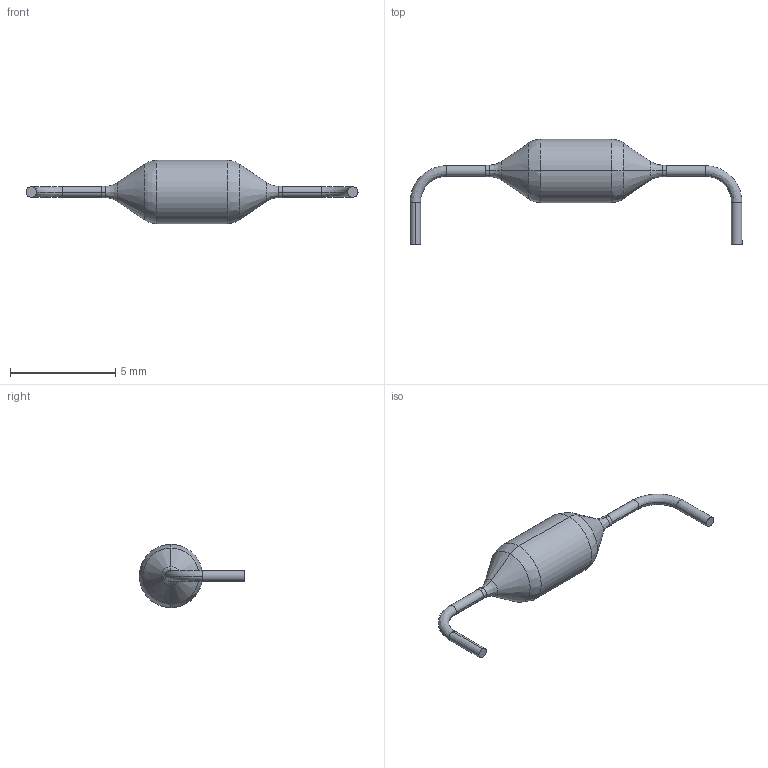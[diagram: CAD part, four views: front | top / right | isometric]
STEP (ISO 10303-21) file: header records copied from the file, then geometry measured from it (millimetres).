
FILE_DESCRIPTION (( 'STEP AP214' ), '1' );
FILE_NAME ('User Library-EC24.STEP', '2018-10-25T11:45:26', ( '' ), ( '' ), 'SwSTEP 2.0', 'SolidWorks 2018', '' );
FILE_SCHEMA (( 'AUTOMOTIVE_DESIGN' ));
Length unit declared in the file: millimetre
Products named in the file (1): User Library-EC24
Bounding box: 15.74 x 5 x 3 mm (x, y, z)
Volume: 42.8 mm3; surface area: 97 mm2
Topology: 2 solids, 2 shells, 32 faces, 62 edges, 34 vertices
Faces by surface type: cylinder 12, bspline 12, plane 4, cone 4
Entity records: 1343 total; most frequent: CARTESIAN_POINT 309, DIRECTION 150, ORIENTED_EDGE 124, AXIS2_PLACEMENT_3D 67, EDGE_CURVE 62, CIRCLE 46, UNCERTAINTY_MEASURE_WITH_UNIT 36, SURFACE_SIDE_STYLE 35
